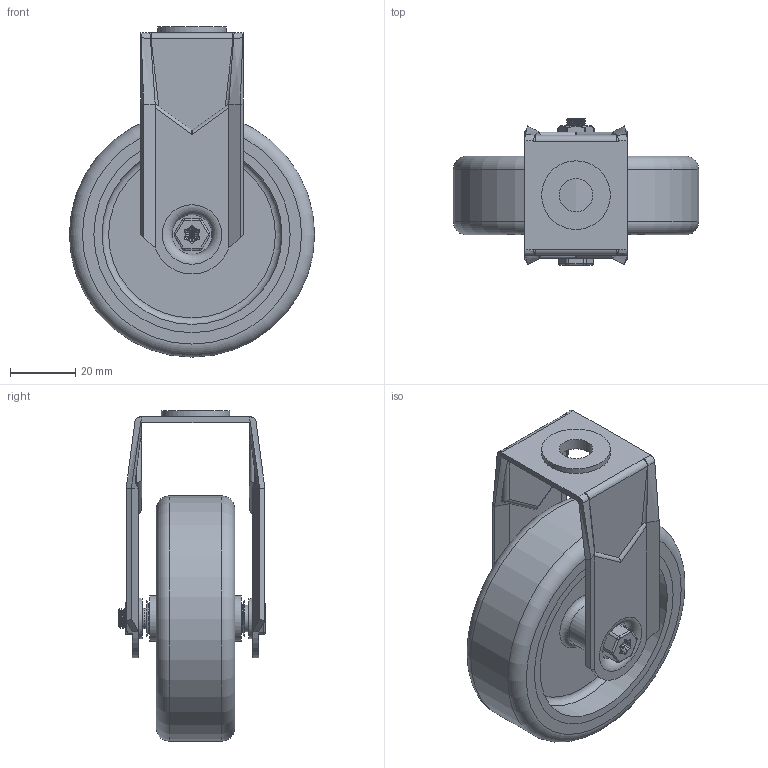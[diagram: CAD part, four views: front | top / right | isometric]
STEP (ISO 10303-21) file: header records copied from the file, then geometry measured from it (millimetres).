
FILE_DESCRIPTION(/* description */ ('','CAx-IF Rec.Pracs.---Representation and Presentation of Product Manufacturing Information (PMI)---4.0---2014-10-13'),/* implementation_level */ '2;1');
FILE_NAME(/* name */ 'BZRAF75GRBH10.step',/* time_stamp */ '2025-02-26T15:34:41Z',/* author */ (''),/* organization */ (''),/* preprocessor_version */ 'ST-DEVELOPER v20',/* originating_system */ 'Autodesk Translation Framework v13.20.0.188',/* authorisation */ '');
FILE_SCHEMA (('AP242_MANAGED_MODEL_BASED_3D_ENGINEERING_MIM_LF { 1 0 10303 442 1 1 4 }'));
Length unit declared in the file: millimetre
Products named in the file (12): BZRAF75GRBH10; BZRAF75ASBH10 v1; ZINC PLATED PRESSED STEEL FORKS; BZL75WGR v1; THERMOPLASTIC RUBBER TYRE; POLYPROPYLENE RIM; TUBEM8X30 v1; ZINC PLATED AXLE TUBE; BOLTBZRA6MM v1; ZINC PLATED AXLE BOLT; NM6GR8HALFGR8 v1; ZINC PLATED LOCKING NUT
Assembly tree (11 placements, depth 3):
  BZRAF75GRBH10
    BZRAF75ASBH10 v1
      ZINC PLATED PRESSED STEEL FORKS
    BZL75WGR v1
      THERMOPLASTIC RUBBER TYRE
      POLYPROPYLENE RIM
    TUBEM8X30 v1
      ZINC PLATED AXLE TUBE
    BOLTBZRA6MM v1
      ZINC PLATED AXLE BOLT
    NM6GR8HALFGR8 v1
      ZINC PLATED LOCKING NUT
Bounding box: 75 x 44.75 x 101 mm (x, y, z)
Volume: 71608.9 mm3; surface area: 42149.8 mm2
Topology: 6 solids, 6 shells, 272 faces, 669 edges, 415 vertices
Faces by surface type: cylinder 94, plane 75, bspline 64, torus 23, cone 16
Full cylindrical faces by diameter (mm): 5 x9, 6 x2, 6.2 x1, 6.3 x1, 7.95 x1, 8 x1, 8.2 x1, 8.4 x1, 10.198 x1, 14 x2, 21 x1, 55 x2, 60 x2, 75 x1
Entity records: 25601 total; most frequent: CARTESIAN_POINT 19151, ORIENTED_EDGE 1326, DIRECTION 1242, EDGE_CURVE 663, AXIS2_PLACEMENT_3D 506, VERTEX_POINT 415, EDGE_LOOP 298, FACE_OUTER_BOUND 272
